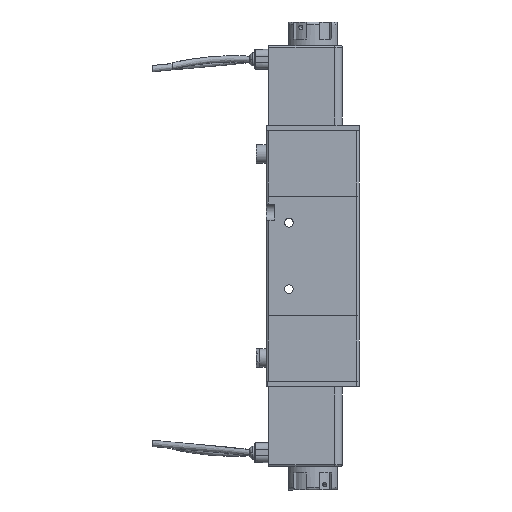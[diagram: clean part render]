
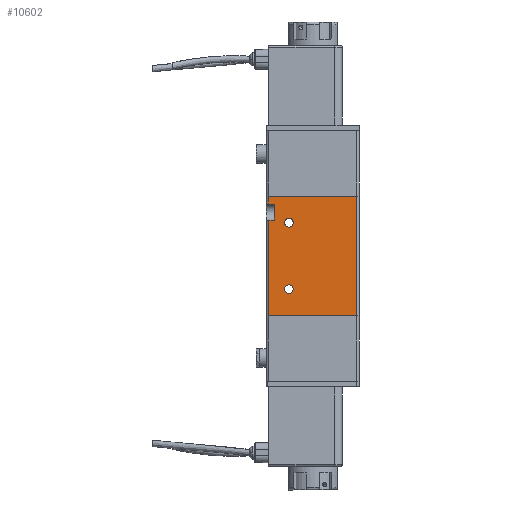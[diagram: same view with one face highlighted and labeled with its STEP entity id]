
A CAD part, left-side view. The second image highlights one B-rep face of the part: STEP entity #10602.
In plain terms, the highlighted planar face has unit normal (-1, 0, 0).
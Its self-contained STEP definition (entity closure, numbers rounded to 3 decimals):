
#11 = ORIENTED_EDGE ( 'NONE', *, *, #1384, .T. ) ;
#138 = VERTEX_POINT ( 'NONE', #4013 ) ;
#515 = ORIENTED_EDGE ( 'NONE', *, *, #13006, .T. ) ;
#600 = CARTESIAN_POINT ( 'NONE',  ( -18.86, -28.369, -22.5 ) ) ;
#746 = EDGE_CURVE ( 'NONE', #4716, #5471, #12607, .T. ) ;
#934 = VERTEX_POINT ( 'NONE', #6816 ) ;
#956 = CARTESIAN_POINT ( 'NONE',  ( -18.86, 4.631, -22.45 ) ) ;
#1003 = EDGE_CURVE ( 'NONE', #4356, #934, #12090, .T. ) ;
#1133 = ORIENTED_EDGE ( 'NONE', *, *, #7327, .T. ) ;
#1247 = CARTESIAN_POINT ( 'NONE',  ( -18.86, -2.869, 14.15 ) ) ;
#1384 = EDGE_CURVE ( 'NONE', #7149, #8324, #9382, .T. ) ;
#1507 = ORIENTED_EDGE ( 'NONE', *, *, #746, .T. ) ;
#1547 = ORIENTED_EDGE ( 'NONE', *, *, #7264, .T. ) ;
#1591 = DIRECTION ( 'NONE',  ( 0., 0., -1. ) ) ;
#1982 = ORIENTED_EDGE ( 'NONE', *, *, #2570, .T. ) ;
#2152 = ORIENTED_EDGE ( 'NONE', *, *, #11964, .T. ) ;
#2209 = ORIENTED_EDGE ( 'NONE', *, *, #1003, .T. ) ;
#2224 = AXIS2_PLACEMENT_3D ( 'NONE', #5955, #13663, #7079 ) ;
#2279 = VERTEX_POINT ( 'NONE', #8333 ) ;
#2307 = VECTOR ( 'NONE', #8752, 1000. ) ;
#2386 = AXIS2_PLACEMENT_3D ( 'NONE', #3275, #3180, #3162 ) ;
#2507 = ORIENTED_EDGE ( 'NONE', *, *, #10364, .T. ) ;
#2570 = EDGE_CURVE ( 'NONE', #8324, #7669, #2631, .T. ) ;
#2584 = CARTESIAN_POINT ( 'NONE',  ( -18.86, 2.631, -22.5 ) ) ;
#2631 = LINE ( 'NONE', #11056, #2307 ) ;
#3158 = EDGE_CURVE ( 'NONE', #5471, #3728, #14148, .T. ) ;
#3162 = DIRECTION ( 'NONE',  ( 0., 0., -1. ) ) ;
#3180 = DIRECTION ( 'NONE',  ( 1., 0., 0. ) ) ;
#3250 = CARTESIAN_POINT ( 'NONE',  ( -18.86, 4.631, 19.5 ) ) ;
#3275 = CARTESIAN_POINT ( 'NONE',  ( -18.86, -2.869, 12.5 ) ) ;
#3728 = VERTEX_POINT ( 'NONE', #9330 ) ;
#4013 = CARTESIAN_POINT ( 'NONE',  ( -18.86, -2.869, 10.85 ) ) ;
#4059 = EDGE_CURVE ( 'NONE', #7669, #4716, #7121, .T. ) ;
#4192 = FACE_OUTER_BOUND ( 'NONE', #10613, .T. ) ;
#4298 = FACE_BOUND ( 'NONE', #7278, .T. ) ;
#4324 = FACE_BOUND ( 'NONE', #6655, .T. ) ;
#4356 = VERTEX_POINT ( 'NONE', #6416 ) ;
#4455 = ORIENTED_EDGE ( 'NONE', *, *, #9474, .T. ) ;
#4716 = VERTEX_POINT ( 'NONE', #3250 ) ;
#5206 = DIRECTION ( 'NONE',  ( 0., 0., 1. ) ) ;
#5471 = VERTEX_POINT ( 'NONE', #6826 ) ;
#5528 = VECTOR ( 'NONE', #8384, 1000. ) ;
#5552 = CARTESIAN_POINT ( 'NONE',  ( -18.86, -28.369, 22.45 ) ) ;
#5586 = LINE ( 'NONE', #7955, #5528 ) ;
#5720 = DIRECTION ( 'NONE',  ( 0., -1., 0. ) ) ;
#5864 = DIRECTION ( 'NONE',  ( 0., 0., -1. ) ) ;
#5910 = DIRECTION ( 'NONE',  ( 1., 0., 0. ) ) ;
#5920 = VERTEX_POINT ( 'NONE', #956 ) ;
#5955 = CARTESIAN_POINT ( 'NONE',  ( -18.86, -2.869, -12.5 ) ) ;
#5994 = CARTESIAN_POINT ( 'NONE',  ( -18.86, -2.869, -12.5 ) ) ;
#6148 = ORIENTED_EDGE ( 'NONE', *, *, #3158, .T. ) ;
#6416 = CARTESIAN_POINT ( 'NONE',  ( -18.86, -2.869, -14.15 ) ) ;
#6527 = DIRECTION ( 'NONE',  ( 0., 0., -1. ) ) ;
#6575 = DIRECTION ( 'NONE',  ( 1., 0., 0. ) ) ;
#6625 = CARTESIAN_POINT ( 'NONE',  ( -18.86, -2.869, 12.5 ) ) ;
#6655 = EDGE_LOOP ( 'NONE', ( #4455, #1133 ) ) ;
#6727 = LINE ( 'NONE', #10110, #6846 ) ;
#6790 = VECTOR ( 'NONE', #10917, 1000. ) ;
#6816 = CARTESIAN_POINT ( 'NONE',  ( -18.86, -2.869, -10.85 ) ) ;
#6826 = CARTESIAN_POINT ( 'NONE',  ( -18.86, 2.631, 19.5 ) ) ;
#6846 = VECTOR ( 'NONE', #5720, 1000. ) ;
#7079 = DIRECTION ( 'NONE',  ( 0., 0., -1. ) ) ;
#7121 = LINE ( 'NONE', #11458, #6790 ) ;
#7149 = VERTEX_POINT ( 'NONE', #10891 ) ;
#7264 = EDGE_CURVE ( 'NONE', #3728, #2279, #13935, .T. ) ;
#7278 = EDGE_LOOP ( 'NONE', ( #2209, #2152 ) ) ;
#7327 = EDGE_CURVE ( 'NONE', #8527, #138, #13263, .T. ) ;
#7342 = AXIS2_PLACEMENT_3D ( 'NONE', #5994, #5910, #5864 ) ;
#7669 = VERTEX_POINT ( 'NONE', #7970 ) ;
#7892 = DIRECTION ( 'NONE',  ( 0., 1., 0. ) ) ;
#7955 = CARTESIAN_POINT ( 'NONE',  ( -18.86, 4.631, -22.5 ) ) ;
#7970 = CARTESIAN_POINT ( 'NONE',  ( -18.86, 4.631, 22.45 ) ) ;
#8324 = VERTEX_POINT ( 'NONE', #5552 ) ;
#8333 = CARTESIAN_POINT ( 'NONE',  ( -18.86, 4.631, 13.5 ) ) ;
#8374 = ORIENTED_EDGE ( 'NONE', *, *, #4059, .T. ) ;
#8384 = DIRECTION ( 'NONE',  ( 0., 0., -1. ) ) ;
#8426 = CARTESIAN_POINT ( 'NONE',  ( -18.86, -29.369, 13.5 ) ) ;
#8527 = VERTEX_POINT ( 'NONE', #1247 ) ;
#8752 = DIRECTION ( 'NONE',  ( 0., 1., 0. ) ) ;
#9330 = CARTESIAN_POINT ( 'NONE',  ( -18.86, 2.631, 13.5 ) ) ;
#9367 = VECTOR ( 'NONE', #5206, 1000. ) ;
#9382 = LINE ( 'NONE', #600, #9367 ) ;
#9474 = EDGE_CURVE ( 'NONE', #138, #8527, #10394, .T. ) ;
#9558 = DIRECTION ( 'NONE',  ( 0., -1., 0. ) ) ;
#9739 = CARTESIAN_POINT ( 'NONE',  ( -18.86, -29.369, 19.5 ) ) ;
#10110 = CARTESIAN_POINT ( 'NONE',  ( -18.86, -29.369, -22.45 ) ) ;
#10338 = AXIS2_PLACEMENT_3D ( 'NONE', #6625, #6575, #6527 ) ;
#10364 = EDGE_CURVE ( 'NONE', #2279, #5920, #5586, .T. ) ;
#10394 = CIRCLE ( 'NONE', #2386, 1.65 ) ;
#10602 = ADVANCED_FACE ( 'NONE', ( #4192, #4324, #4298 ), #13027, .T. ) ;
#10613 = EDGE_LOOP ( 'NONE', ( #515, #11, #1982, #8374, #1507, #6148, #1547, #2507 ) ) ;
#10891 = CARTESIAN_POINT ( 'NONE',  ( -18.86, -28.369, -22.45 ) ) ;
#10917 = DIRECTION ( 'NONE',  ( 0., 0., -1. ) ) ;
#11056 = CARTESIAN_POINT ( 'NONE',  ( -18.86, -29.369, 22.45 ) ) ;
#11458 = CARTESIAN_POINT ( 'NONE',  ( -18.86, 4.631, -22.5 ) ) ;
#11549 = CIRCLE ( 'NONE', #2224, 1.65 ) ;
#11964 = EDGE_CURVE ( 'NONE', #934, #4356, #11549, .T. ) ;
#12090 = CIRCLE ( 'NONE', #7342, 1.65 ) ;
#12607 = LINE ( 'NONE', #9739, #12768 ) ;
#12618 = AXIS2_PLACEMENT_3D ( 'NONE', #13135, #12995, #12948 ) ;
#12768 = VECTOR ( 'NONE', #9558, 1000. ) ;
#12948 = DIRECTION ( 'NONE',  ( 0., 0., 1. ) ) ;
#12995 = DIRECTION ( 'NONE',  ( -1., 0., 0. ) ) ;
#13006 = EDGE_CURVE ( 'NONE', #5920, #7149, #6727, .T. ) ;
#13027 = PLANE ( 'NONE',  #12618 ) ;
#13135 = CARTESIAN_POINT ( 'NONE',  ( -18.86, -29.369, -22.5 ) ) ;
#13263 = CIRCLE ( 'NONE', #10338, 1.65 ) ;
#13605 = VECTOR ( 'NONE', #7892, 1000. ) ;
#13663 = DIRECTION ( 'NONE',  ( 1., 0., 0. ) ) ;
#13680 = VECTOR ( 'NONE', #1591, 1000. ) ;
#13935 = LINE ( 'NONE', #8426, #13605 ) ;
#14148 = LINE ( 'NONE', #2584, #13680 ) ;
